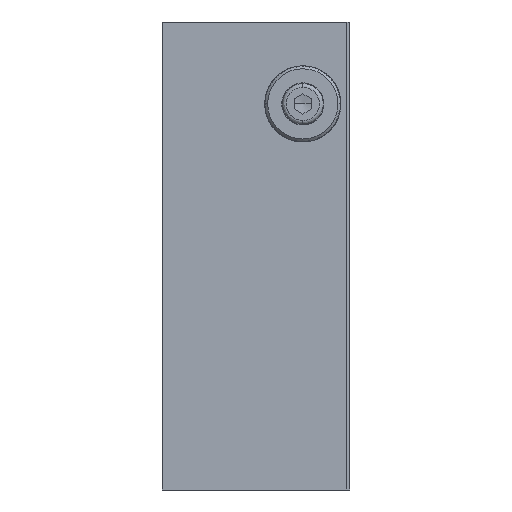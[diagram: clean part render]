
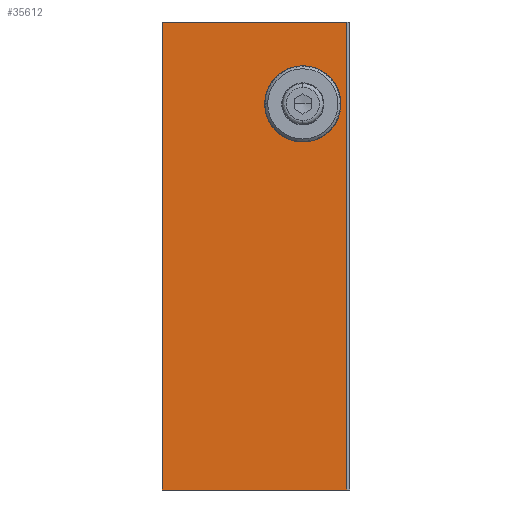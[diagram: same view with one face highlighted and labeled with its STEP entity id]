
A CAD part, left-side view. The second image highlights one B-rep face of the part: STEP entity #35612.
In plain terms, the highlighted planar face has unit normal (-1, 0, 0).
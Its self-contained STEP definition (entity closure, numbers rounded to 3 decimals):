
#725 = DIRECTION ( 'NONE',  ( 0., 0., 1. ) ) ;
#1145 = CARTESIAN_POINT ( 'NONE',  ( -42., -31.5, -40. ) ) ;
#1447 = VECTOR ( 'NONE', #3015, 1000. ) ;
#3015 = DIRECTION ( 'NONE',  ( 0., 1., 0. ) ) ;
#3214 = CARTESIAN_POINT ( 'NONE',  ( -42., -21.75, 26. ) ) ;
#3618 = VECTOR ( 'NONE', #23819, 1000. ) ;
#3944 = VERTEX_POINT ( 'NONE', #11576 ) ;
#4269 = EDGE_CURVE ( 'NONE', #8948, #9384, #19255, .T. ) ;
#4554 = AXIS2_PLACEMENT_3D ( 'NONE', #1145, #15142, #23971 ) ;
#5949 = VERTEX_POINT ( 'NONE', #22823 ) ;
#6752 = ORIENTED_EDGE ( 'NONE', *, *, #20531, .F. ) ;
#6885 = AXIS2_PLACEMENT_3D ( 'NONE', #24401, #33598, #28053 ) ;
#8948 = VERTEX_POINT ( 'NONE', #3214 ) ;
#9306 = CARTESIAN_POINT ( 'NONE',  ( -42., 0., -40. ) ) ;
#9384 = VERTEX_POINT ( 'NONE', #34125 ) ;
#10125 = DIRECTION ( 'NONE',  ( 0., 0., 1. ) ) ;
#10254 = ORIENTED_EDGE ( 'NONE', *, *, #31530, .F. ) ;
#11315 = EDGE_LOOP ( 'NONE', ( #11510, #29177 ) ) ;
#11510 = ORIENTED_EDGE ( 'NONE', *, *, #4269, .F. ) ;
#11576 = CARTESIAN_POINT ( 'NONE',  ( -42., 0., 40. ) ) ;
#15012 = PLANE ( 'NONE',  #4554 ) ;
#15142 = DIRECTION ( 'NONE',  ( 1., 0., 0. ) ) ;
#16452 = VECTOR ( 'NONE', #725, 1000. ) ;
#16536 = VECTOR ( 'NONE', #10125, 1000. ) ;
#17465 = CARTESIAN_POINT ( 'NONE',  ( -42., -31.5, -40. ) ) ;
#17862 = LINE ( 'NONE', #27029, #16536 ) ;
#18392 = DIRECTION ( 'NONE',  ( -1., 0., 0. ) ) ;
#18834 = EDGE_CURVE ( 'NONE', #9384, #8948, #22641, .T. ) ;
#19255 = CIRCLE ( 'NONE', #35301, 2.25 ) ;
#19313 = FACE_OUTER_BOUND ( 'NONE', #30670, .T. ) ;
#20531 = EDGE_CURVE ( 'NONE', #32010, #5949, #22539, .T. ) ;
#20929 = LINE ( 'NONE', #9306, #16452 ) ;
#21106 = FACE_BOUND ( 'NONE', #11315, .T. ) ;
#21194 = EDGE_CURVE ( 'NONE', #34133, #3944, #29675, .T. ) ;
#21432 = CARTESIAN_POINT ( 'NONE',  ( -42., -24., 26. ) ) ;
#22539 = LINE ( 'NONE', #22966, #1447 ) ;
#22641 = CIRCLE ( 'NONE', #6885, 2.25 ) ;
#22823 = CARTESIAN_POINT ( 'NONE',  ( -42., 0., -40. ) ) ;
#22966 = CARTESIAN_POINT ( 'NONE',  ( -42., -31.5, -40. ) ) ;
#23819 = DIRECTION ( 'NONE',  ( 0., 1., 0. ) ) ;
#23971 = DIRECTION ( 'NONE',  ( 0., -1., 0. ) ) ;
#24401 = CARTESIAN_POINT ( 'NONE',  ( -42., -24., 26. ) ) ;
#25497 = ORIENTED_EDGE ( 'NONE', *, *, #26723, .T. ) ;
#26723 = EDGE_CURVE ( 'NONE', #32010, #34133, #17862, .T. ) ;
#27029 = CARTESIAN_POINT ( 'NONE',  ( -42., -31.5, -40. ) ) ;
#27473 = ORIENTED_EDGE ( 'NONE', *, *, #21194, .T. ) ;
#28053 = DIRECTION ( 'NONE',  ( 0., 1., 0. ) ) ;
#29177 = ORIENTED_EDGE ( 'NONE', *, *, #18834, .F. ) ;
#29241 = CARTESIAN_POINT ( 'NONE',  ( -42., -31.5, 40. ) ) ;
#29675 = LINE ( 'NONE', #29241, #3618 ) ;
#30670 = EDGE_LOOP ( 'NONE', ( #27473, #10254, #6752, #25497 ) ) ;
#31530 = EDGE_CURVE ( 'NONE', #5949, #3944, #20929, .T. ) ;
#32010 = VERTEX_POINT ( 'NONE', #17465 ) ;
#32915 = DIRECTION ( 'NONE',  ( 0., 1., 0. ) ) ;
#33598 = DIRECTION ( 'NONE',  ( -1., 0., 0. ) ) ;
#34125 = CARTESIAN_POINT ( 'NONE',  ( -42., -26.25, 26. ) ) ;
#34133 = VERTEX_POINT ( 'NONE', #35888 ) ;
#35301 = AXIS2_PLACEMENT_3D ( 'NONE', #21432, #18392, #32915 ) ;
#35612 = ADVANCED_FACE ( 'NONE', ( #21106, #19313 ), #15012, .F. ) ;
#35888 = CARTESIAN_POINT ( 'NONE',  ( -42., -31.5, 40. ) ) ;
